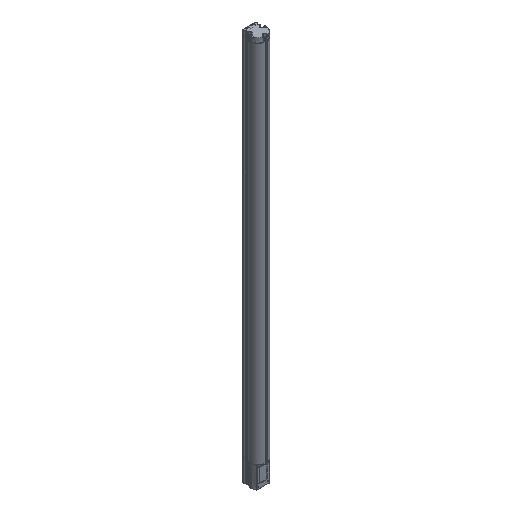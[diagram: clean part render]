
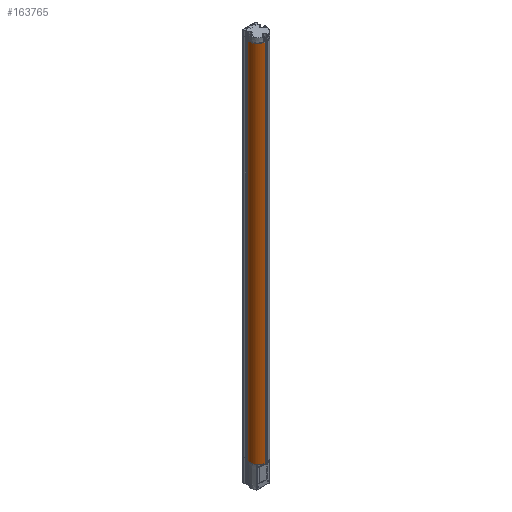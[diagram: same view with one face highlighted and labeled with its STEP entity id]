
A CAD part, isometric view. The second image highlights one B-rep face of the part: STEP entity #163765.
In plain terms, the highlighted cylindrical face has radius 19 mm (diameter 38 mm), a partial arc.
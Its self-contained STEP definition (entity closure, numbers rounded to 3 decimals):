
#73120=CARTESIAN_POINT('',(0.,0.,-844.35));
#73121=DIRECTION('',(0.,0.,1.));
#73122=DIRECTION('',(-0.951,0.308,0.));
#73123=AXIS2_PLACEMENT_3D('',#73120,#73121,#73122);
#73125=DIRECTION('',(0.,0.,-1.));
#73126=VECTOR('',#73125,844.35);
#73127=CARTESIAN_POINT('',(-18.075,5.857,0.));
#73128=LINE('',#73127,#73126);
#73129=CARTESIAN_POINT('',(0.,0.,0.));
#73130=DIRECTION('',(0.,0.,-1.));
#73131=DIRECTION('',(-0.122,-0.992,0.));
#73132=AXIS2_PLACEMENT_3D('',#73129,#73130,#73131);
#73134=DIRECTION('',(0.,0.,1.));
#73135=VECTOR('',#73134,844.35);
#73136=CARTESIAN_POINT('',(-2.323,-18.857,-844.35));
#73137=LINE('',#73136,#73135);
#121584=CARTESIAN_POINT('',(-2.323,-18.857,
0.));
#121585=CARTESIAN_POINT('',(-18.075,5.857,
0.));
#121586=VERTEX_POINT('',#121584);
#121587=VERTEX_POINT('',#121585);
#122149=CARTESIAN_POINT('',(-18.075,5.857,-844.35));
#122150=CARTESIAN_POINT('',(-2.323,-18.857,-844.35));
#122151=VERTEX_POINT('',#122149);
#122152=VERTEX_POINT('',#122150);
#163753=CARTESIAN_POINT('',(0.,0.,0.));
#163754=DIRECTION('',(0.,0.,1.));
#163755=DIRECTION('',(1.,0.,0.));
#163756=AXIS2_PLACEMENT_3D('',#163753,#163754,#163755);
#163757=CYLINDRICAL_SURFACE('',#163756,19.);
#163758=ORIENTED_EDGE('',*,*,#130514,.F.);
#163760=ORIENTED_EDGE('',*,*,#163759,.F.);
#163761=ORIENTED_EDGE('',*,*,#129973,.F.);
#163762=ORIENTED_EDGE('',*,*,#163746,.F.);
#163763=EDGE_LOOP('',(#163758,#163760,#163761,#163762));
#163764=FACE_OUTER_BOUND('',#163763,.F.);
#163765=ADVANCED_FACE('',(#163764),#163757,.T.);
#73124=CIRCLE('',#73123,19.);
#73133=CIRCLE('',#73132,19.);
#129973=EDGE_CURVE('',#121586,#121587,#73133,.T.);
#130514=EDGE_CURVE('',#122151,#122152,#73124,.T.);
#163746=EDGE_CURVE('',#122152,#121586,#73137,.T.);
#163759=EDGE_CURVE('',#121587,#122151,#73128,.T.);
